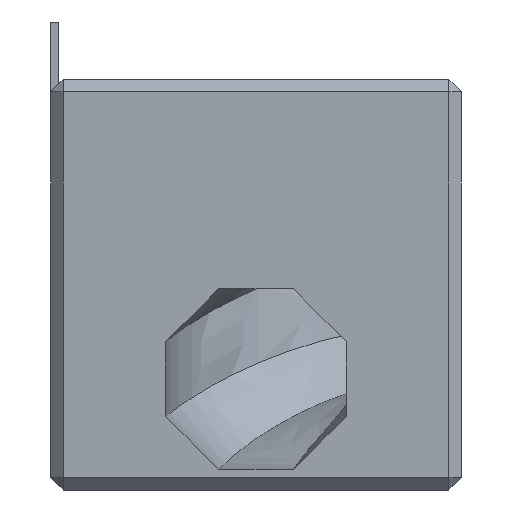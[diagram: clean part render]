
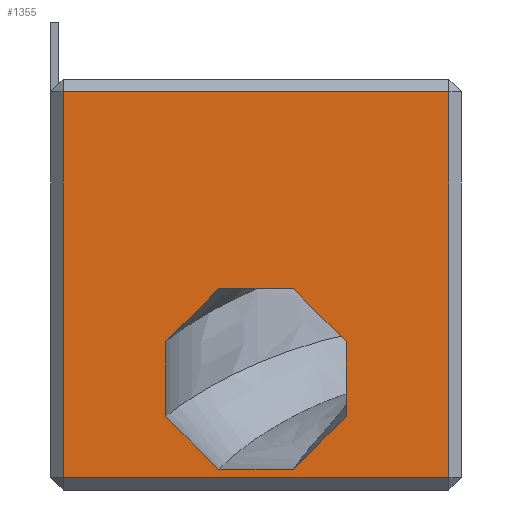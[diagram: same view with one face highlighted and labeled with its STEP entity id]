
A CAD part, left-side view. The second image highlights one B-rep face of the part: STEP entity #1355.
In plain terms, the highlighted planar face has unit normal (-1, 0, 0).
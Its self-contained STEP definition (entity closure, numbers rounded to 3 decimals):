
#20 = DIRECTION ( 'NONE',  ( 0., 0., -1. ) ) ;
#21 = VECTOR ( 'NONE', #1839, 1000. ) ;
#38 = DIRECTION ( 'NONE',  ( 0., -0.707, 0.707 ) ) ;
#48 = VECTOR ( 'NONE', #1244, 1000. ) ;
#102 = CARTESIAN_POINT ( 'NONE',  ( 0., 20.444, 24.5 ) ) ;
#170 = ORIENTED_EDGE ( 'NONE', *, *, #1197, .T. ) ;
#177 = DIRECTION ( 'NONE',  ( 0., 0.707, 0.707 ) ) ;
#180 = VERTEX_POINT ( 'NONE', #1074 ) ;
#191 = VECTOR ( 'NONE', #2079, 1000. ) ;
#248 = DIRECTION ( 'NONE',  ( 0., 1., 0. ) ) ;
#265 = CARTESIAN_POINT ( 'NONE',  ( 0., 48.5, 1.5 ) ) ;
#269 = ORIENTED_EDGE ( 'NONE', *, *, #2081, .T. ) ;
#323 = CARTESIAN_POINT ( 'NONE',  ( 0., 29.556, 2.5 ) ) ;
#375 = CARTESIAN_POINT ( 'NONE',  ( 0., 36., 8.944 ) ) ;
#378 = VERTEX_POINT ( 'NONE', #2061 ) ;
#388 = DIRECTION ( 'NONE',  ( 0., 0.707, -0.707 ) ) ;
#406 = VECTOR ( 'NONE', #1219, 1000. ) ;
#433 = VECTOR ( 'NONE', #248, 1000. ) ;
#448 = LINE ( 'NONE', #1748, #1934 ) ;
#454 = VERTEX_POINT ( 'NONE', #375 ) ;
#462 = ORIENTED_EDGE ( 'NONE', *, *, #2169, .T. ) ;
#472 = EDGE_CURVE ( 'NONE', #1225, #1330, #1705, .T. ) ;
#489 = CARTESIAN_POINT ( 'NONE',  ( 0., 0., 1.5 ) ) ;
#500 = EDGE_CURVE ( 'NONE', #1140, #1719, #615, .T. ) ;
#509 = VECTOR ( 'NONE', #177, 1000. ) ;
#524 = EDGE_CURVE ( 'NONE', #454, #1130, #1976, .T. ) ;
#525 = EDGE_CURVE ( 'NONE', #743, #1225, #448, .T. ) ;
#548 = VECTOR ( 'NONE', #388, 1000. ) ;
#551 = CARTESIAN_POINT ( 'NONE',  ( 0., 48.5, 50. ) ) ;
#576 = CARTESIAN_POINT ( 'NONE',  ( 0., 14., 8.944 ) ) ;
#578 = VECTOR ( 'NONE', #20, 1000. ) ;
#582 = AXIS2_PLACEMENT_3D ( 'NONE', #1484, #1146, #2163 ) ;
#588 = CARTESIAN_POINT ( 'NONE',  ( 0., 29.556, 24.5 ) ) ;
#602 = LINE ( 'NONE', #102, #1788 ) ;
#612 = EDGE_CURVE ( 'NONE', #180, #378, #602, .T. ) ;
#615 = LINE ( 'NONE', #1963, #433 ) ;
#658 = CARTESIAN_POINT ( 'NONE',  ( 0., 1.5, 50. ) ) ;
#707 = LINE ( 'NONE', #1385, #406 ) ;
#711 = LINE ( 'NONE', #1887, #2145 ) ;
#743 = VERTEX_POINT ( 'NONE', #1601 ) ;
#753 = ORIENTED_EDGE ( 'NONE', *, *, #2158, .T. ) ;
#762 = ORIENTED_EDGE ( 'NONE', *, *, #1522, .T. ) ;
#773 = VERTEX_POINT ( 'NONE', #576 ) ;
#804 = FACE_BOUND ( 'NONE', #1511, .T. ) ;
#838 = ORIENTED_EDGE ( 'NONE', *, *, #612, .T. ) ;
#859 = CARTESIAN_POINT ( 'NONE',  ( 0., 36., 18.056 ) ) ;
#898 = ORIENTED_EDGE ( 'NONE', *, *, #524, .T. ) ;
#913 = CARTESIAN_POINT ( 'NONE',  ( 0., 36., 8.944 ) ) ;
#939 = DIRECTION ( 'NONE',  ( 0., -0.707, -0.707 ) ) ;
#941 = ORIENTED_EDGE ( 'NONE', *, *, #500, .T. ) ;
#979 = ORIENTED_EDGE ( 'NONE', *, *, #1393, .T. ) ;
#1002 = EDGE_CURVE ( 'NONE', #1719, #454, #1188, .T. ) ;
#1074 = CARTESIAN_POINT ( 'NONE',  ( 0., 20.444, 24.5 ) ) ;
#1130 = VERTEX_POINT ( 'NONE', #859 ) ;
#1140 = VERTEX_POINT ( 'NONE', #1376 ) ;
#1146 = DIRECTION ( 'NONE',  ( 1., 0., 0. ) ) ;
#1152 = LINE ( 'NONE', #658, #21 ) ;
#1163 = LINE ( 'NONE', #1859, #1868 ) ;
#1188 = LINE ( 'NONE', #323, #509 ) ;
#1197 = EDGE_CURVE ( 'NONE', #378, #773, #707, .T. ) ;
#1202 = ORIENTED_EDGE ( 'NONE', *, *, #472, .T. ) ;
#1219 = DIRECTION ( 'NONE',  ( 0., 0., -1. ) ) ;
#1225 = VERTEX_POINT ( 'NONE', #2088 ) ;
#1244 = DIRECTION ( 'NONE',  ( 0., 0., 1. ) ) ;
#1306 = ORIENTED_EDGE ( 'NONE', *, *, #1002, .T. ) ;
#1318 = VERTEX_POINT ( 'NONE', #588 ) ;
#1330 = VERTEX_POINT ( 'NONE', #265 ) ;
#1355 = ADVANCED_FACE ( 'NONE', ( #1359, #804 ), #1518, .F. ) ;
#1359 = FACE_OUTER_BOUND ( 'NONE', #1479, .T. ) ;
#1376 = CARTESIAN_POINT ( 'NONE',  ( 0., 20.444, 2.5 ) ) ;
#1385 = CARTESIAN_POINT ( 'NONE',  ( 0., 14., 18.056 ) ) ;
#1393 = EDGE_CURVE ( 'NONE', #1130, #1318, #711, .T. ) ;
#1479 = EDGE_LOOP ( 'NONE', ( #1202, #462, #753, #2044 ) ) ;
#1484 = CARTESIAN_POINT ( 'NONE',  ( 0., 0., 50. ) ) ;
#1511 = EDGE_LOOP ( 'NONE', ( #838, #170, #762, #941, #1306, #898, #979, #269 ) ) ;
#1518 = PLANE ( 'NONE',  #582 ) ;
#1522 = EDGE_CURVE ( 'NONE', #773, #1140, #2072, .T. ) ;
#1601 = CARTESIAN_POINT ( 'NONE',  ( 0., 1.5, 48.5 ) ) ;
#1705 = LINE ( 'NONE', #551, #578 ) ;
#1719 = VERTEX_POINT ( 'NONE', #1869 ) ;
#1748 = CARTESIAN_POINT ( 'NONE',  ( 0., 0., 48.5 ) ) ;
#1763 = DIRECTION ( 'NONE',  ( 0., 1., 0. ) ) ;
#1788 = VECTOR ( 'NONE', #939, 1000. ) ;
#1839 = DIRECTION ( 'NONE',  ( 0., 0., 1. ) ) ;
#1859 = CARTESIAN_POINT ( 'NONE',  ( 0., 29.556, 24.5 ) ) ;
#1868 = VECTOR ( 'NONE', #1883, 1000. ) ;
#1869 = CARTESIAN_POINT ( 'NONE',  ( 0., 29.556, 2.5 ) ) ;
#1883 = DIRECTION ( 'NONE',  ( 0., -1., 0. ) ) ;
#1887 = CARTESIAN_POINT ( 'NONE',  ( 0., 36., 18.056 ) ) ;
#1910 = CARTESIAN_POINT ( 'NONE',  ( 0., 14., 8.944 ) ) ;
#1916 = CARTESIAN_POINT ( 'NONE',  ( 0., 1.5, 1.5 ) ) ;
#1934 = VECTOR ( 'NONE', #1763, 1000. ) ;
#1963 = CARTESIAN_POINT ( 'NONE',  ( 0., 20.444, 2.5 ) ) ;
#1976 = LINE ( 'NONE', #913, #48 ) ;
#2015 = LINE ( 'NONE', #489, #191 ) ;
#2044 = ORIENTED_EDGE ( 'NONE', *, *, #525, .T. ) ;
#2061 = CARTESIAN_POINT ( 'NONE',  ( 0., 14., 18.056 ) ) ;
#2072 = LINE ( 'NONE', #1910, #548 ) ;
#2079 = DIRECTION ( 'NONE',  ( 0., -1., 0. ) ) ;
#2081 = EDGE_CURVE ( 'NONE', #1318, #180, #1163, .T. ) ;
#2088 = CARTESIAN_POINT ( 'NONE',  ( 0., 48.5, 48.5 ) ) ;
#2145 = VECTOR ( 'NONE', #38, 1000. ) ;
#2158 = EDGE_CURVE ( 'NONE', #2170, #743, #1152, .T. ) ;
#2163 = DIRECTION ( 'NONE',  ( 0., 0., -1. ) ) ;
#2169 = EDGE_CURVE ( 'NONE', #1330, #2170, #2015, .T. ) ;
#2170 = VERTEX_POINT ( 'NONE', #1916 ) ;
